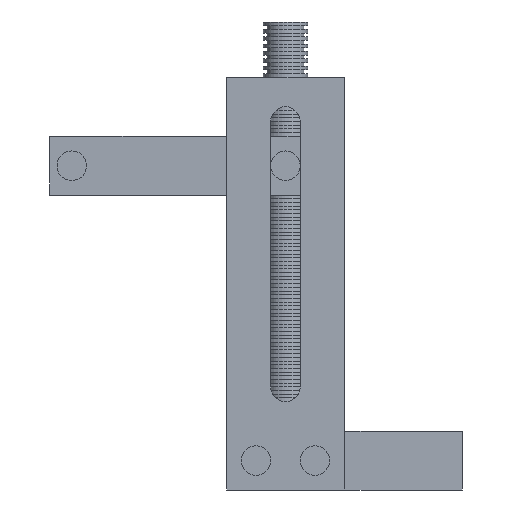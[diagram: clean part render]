
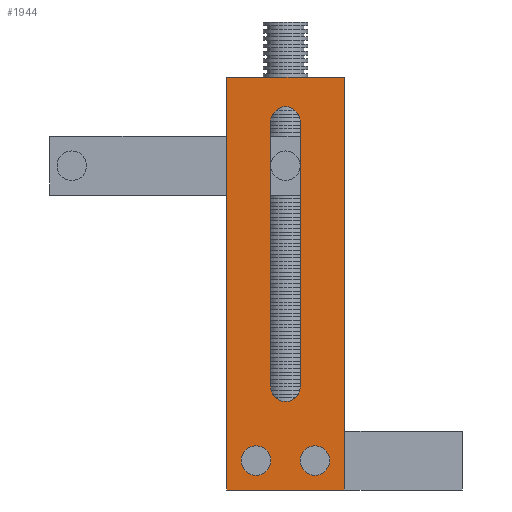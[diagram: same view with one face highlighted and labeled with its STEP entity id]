
A CAD part, front view. The second image highlights one B-rep face of the part: STEP entity #1944.
In plain terms, the highlighted planar face has unit normal (0, -1, 0).
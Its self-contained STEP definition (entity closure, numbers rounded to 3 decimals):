
#1944=ADVANCED_FACE('',(#3787,#3788,#3789,#3790),#3791,.T.);
#3787=FACE_BOUND('',#6473,.T.);
#3788=FACE_BOUND('',#6474,.T.);
#3789=FACE_OUTER_BOUND('',#6475,.T.);
#3790=FACE_BOUND('',#6476,.T.);
#3791=PLANE('',#6477);
#6473=EDGE_LOOP('',(#8377,#8378));
#6474=EDGE_LOOP('',(#8379,#8380));
#6475=EDGE_LOOP('',(#8381,#8382,#8383,#8384));
#6476=EDGE_LOOP('',(#8385,#8386,#8387,#8388,#8389,#8390));
#6477=AXIS2_PLACEMENT_3D('',#8391,#8392,#8393);
#8377=ORIENTED_EDGE('',*,*,#12655,.T.);
#8378=ORIENTED_EDGE('',*,*,#12656,.T.);
#8379=ORIENTED_EDGE('',*,*,#12657,.T.);
#8380=ORIENTED_EDGE('',*,*,#12658,.T.);
#8381=ORIENTED_EDGE('',*,*,#12659,.F.);
#8382=ORIENTED_EDGE('',*,*,#12660,.T.);
#8383=ORIENTED_EDGE('',*,*,#12661,.T.);
#8384=ORIENTED_EDGE('',*,*,#12662,.T.);
#8385=ORIENTED_EDGE('',*,*,#12663,.T.);
#8386=ORIENTED_EDGE('',*,*,#12664,.T.);
#8387=ORIENTED_EDGE('',*,*,#12665,.T.);
#8388=ORIENTED_EDGE('',*,*,#12666,.T.);
#8389=ORIENTED_EDGE('',*,*,#12667,.T.);
#8390=ORIENTED_EDGE('',*,*,#12668,.T.);
#8391=CARTESIAN_POINT('',(2.75,-0.5,-2.5));
#8392=DIRECTION('',(0.0,-1.0,0.0));
#8393=DIRECTION('',(0.0,0.0,-1.0));
#12655=EDGE_CURVE('',#14309,#14310,#14311,.T.);
#12656=EDGE_CURVE('',#14310,#14309,#14312,.T.);
#12657=EDGE_CURVE('',#14313,#14314,#14315,.T.);
#12658=EDGE_CURVE('',#14314,#14313,#14316,.T.);
#12659=EDGE_CURVE('',#14317,#14318,#14319,.T.);
#12660=EDGE_CURVE('',#14317,#14320,#14321,.T.);
#12661=EDGE_CURVE('',#14320,#14322,#14323,.T.);
#12662=EDGE_CURVE('',#14322,#14318,#14324,.T.);
#12663=EDGE_CURVE('',#14325,#14326,#14327,.T.);
#12664=EDGE_CURVE('',#14326,#14328,#14329,.T.);
#12665=EDGE_CURVE('',#14328,#14330,#14331,.T.);
#12666=EDGE_CURVE('',#14330,#14332,#14333,.T.);
#12667=EDGE_CURVE('',#14332,#14334,#14335,.T.);
#12668=EDGE_CURVE('',#14334,#14325,#14336,.T.);
#14309=VERTEX_POINT('',#16569);
#14310=VERTEX_POINT('',#16570);
#14311=CIRCLE('',#16571,0.125);
#14312=CIRCLE('',#16572,0.125);
#14313=VERTEX_POINT('',#16573);
#14314=VERTEX_POINT('',#16574);
#14315=CIRCLE('',#16575,0.125);
#14316=CIRCLE('',#16576,0.125);
#14317=VERTEX_POINT('',#16577);
#14318=VERTEX_POINT('',#16578);
#14319=LINE('',#16579,#16580);
#14320=VERTEX_POINT('',#16581);
#14321=LINE('',#16582,#16583);
#14322=VERTEX_POINT('',#16584);
#14323=LINE('',#16585,#16586);
#14324=LINE('',#16587,#16588);
#14325=VERTEX_POINT('',#16589);
#14326=VERTEX_POINT('',#16590);
#14327=CIRCLE('',#16591,0.125);
#14328=VERTEX_POINT('',#16592);
#14329=CIRCLE('',#16593,0.125);
#14330=VERTEX_POINT('',#16594);
#14331=LINE('',#16595,#16596);
#14332=VERTEX_POINT('',#16597);
#14333=CIRCLE('',#16598,0.125);
#14334=VERTEX_POINT('',#16599);
#14335=CIRCLE('',#16600,0.125);
#14336=LINE('',#16601,#16602);
#16569=CARTESIAN_POINT('',(2.875,-0.5,-3.0));
#16570=CARTESIAN_POINT('',(3.125,-0.5,-3.0));
#16571=AXIS2_PLACEMENT_3D('',#19185,#19186,#19187);
#16572=AXIS2_PLACEMENT_3D('',#19188,#19189,#19190);
#16573=CARTESIAN_POINT('',(3.375,-0.5,-3.0));
#16574=CARTESIAN_POINT('',(3.625,-0.5,-3.0));
#16575=AXIS2_PLACEMENT_3D('',#19191,#19192,#19193);
#16576=AXIS2_PLACEMENT_3D('',#19194,#19195,#19196);
#16577=CARTESIAN_POINT('',(2.75,-0.5,-3.25));
#16578=CARTESIAN_POINT('',(2.75,-0.5,0.25));
#16579=CARTESIAN_POINT('',(2.75,-0.5,-3.25));
#16580=VECTOR('',#19197,0.03);
#16581=CARTESIAN_POINT('',(3.75,-0.5,-3.25));
#16582=CARTESIAN_POINT('',(2.75,-0.5,-3.25));
#16583=VECTOR('',#19198,1.0);
#16584=CARTESIAN_POINT('',(3.75,-0.5,0.25));
#16585=CARTESIAN_POINT('',(3.75,-0.5,-3.25));
#16586=VECTOR('',#19199,0.03);
#16587=CARTESIAN_POINT('',(2.75,-0.5,0.25));
#16588=VECTOR('',#19200,1.0);
#16589=CARTESIAN_POINT('',(3.375,-0.5,-2.375));
#16590=CARTESIAN_POINT('',(3.25,-0.5,-2.5));
#16591=AXIS2_PLACEMENT_3D('',#19201,#19202,#19203);
#16592=CARTESIAN_POINT('',(3.125,-0.5,-2.375));
#16593=AXIS2_PLACEMENT_3D('',#19204,#19205,#19206);
#16594=CARTESIAN_POINT('',(3.125,-0.5,-0.125));
#16595=CARTESIAN_POINT('',(3.125,-0.5,-2.563));
#16596=VECTOR('',#19207,1.0);
#16597=CARTESIAN_POINT('',(3.25,-0.5,0.0));
#16598=AXIS2_PLACEMENT_3D('',#19208,#19209,#19210);
#16599=CARTESIAN_POINT('',(3.375,-0.5,-0.125));
#16600=AXIS2_PLACEMENT_3D('',#19211,#19212,#19213);
#16601=CARTESIAN_POINT('',(3.375,-0.5,-1.438));
#16602=VECTOR('',#19214,1.0);
#19185=CARTESIAN_POINT('',(3.0,-0.5,-3.0));
#19186=DIRECTION('',(-0.0,1.0,0.0));
#19187=DIRECTION('',(1.0,0.0,0.0));
#19188=CARTESIAN_POINT('',(3.0,-0.5,-3.0));
#19189=DIRECTION('',(-0.0,1.0,0.0));
#19190=DIRECTION('',(1.0,0.0,0.0));
#19191=CARTESIAN_POINT('',(3.5,-0.5,-3.0));
#19192=DIRECTION('',(-0.0,1.0,0.0));
#19193=DIRECTION('',(1.0,0.0,0.0));
#19194=CARTESIAN_POINT('',(3.5,-0.5,-3.0));
#19195=DIRECTION('',(-0.0,1.0,0.0));
#19196=DIRECTION('',(1.0,0.0,0.0));
#19197=DIRECTION('',(0.0,0.0,1.0));
#19198=DIRECTION('',(1.0,0.0,0.0));
#19199=DIRECTION('',(0.0,0.0,1.0));
#19200=DIRECTION('',(-1.0,-0.0,-0.0));
#19201=CARTESIAN_POINT('',(3.25,-0.5,-2.375));
#19202=DIRECTION('',(0.0,1.0,0.0));
#19203=DIRECTION('',(0.0,0.0,-1.0));
#19204=CARTESIAN_POINT('',(3.25,-0.5,-2.375));
#19205=DIRECTION('',(0.0,1.0,0.0));
#19206=DIRECTION('',(0.0,0.0,-1.0));
#19207=DIRECTION('',(0.0,0.0,1.0));
#19208=CARTESIAN_POINT('',(3.25,-0.5,-0.125));
#19209=DIRECTION('',(-0.0,1.0,0.0));
#19210=DIRECTION('',(0.,0.0,1.0));
#19211=CARTESIAN_POINT('',(3.25,-0.5,-0.125));
#19212=DIRECTION('',(-0.0,1.0,0.0));
#19213=DIRECTION('',(0.,0.0,1.0));
#19214=DIRECTION('',(0.0,0.0,-1.0));
